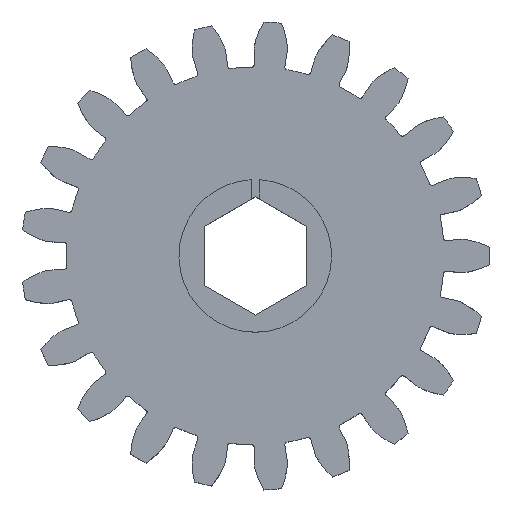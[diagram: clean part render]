
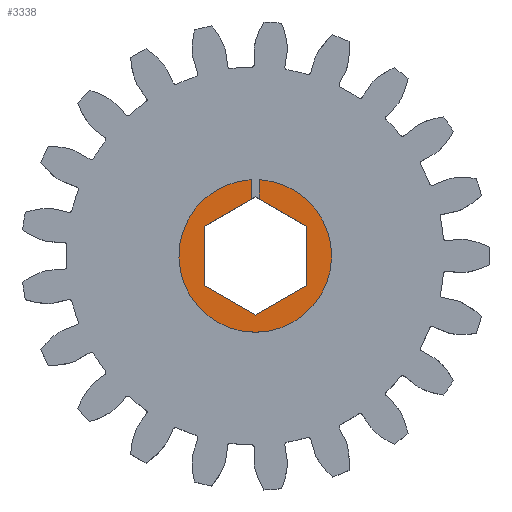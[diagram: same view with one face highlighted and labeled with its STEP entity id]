
A CAD part, top view. The second image highlights one B-rep face of the part: STEP entity #3338.
In plain terms, the highlighted planar face has unit normal (0, 0, 1).
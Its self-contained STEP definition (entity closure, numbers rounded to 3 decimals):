
#148=CIRCLE('',#3533,9.525);
#405=FACE_OUTER_BOUND('',#585,.T.);
#585=EDGE_LOOP('',(#2226,#2227,#2228,#2229,#2230,#2231,#2232,#2233,#2234));
#766=LINE('',#4750,#1046);
#770=LINE('',#4762,#1050);
#772=LINE('',#4766,#1052);
#773=LINE('',#4768,#1053);
#774=LINE('',#4770,#1054);
#775=LINE('',#4772,#1055);
#776=LINE('',#4774,#1056);
#777=LINE('',#4775,#1057);
#1046=VECTOR('',#3847,10.);
#1050=VECTOR('',#3859,10.);
#1052=VECTOR('',#3863,10.);
#1053=VECTOR('',#3864,10.);
#1054=VECTOR('',#3865,10.);
#1055=VECTOR('',#3866,10.);
#1056=VECTOR('',#3867,10.);
#1057=VECTOR('',#3868,10.);
#1326=VERTEX_POINT('',#4747);
#1327=VERTEX_POINT('',#4749);
#1329=VERTEX_POINT('',#4755);
#1331=VERTEX_POINT('',#4761);
#1332=VERTEX_POINT('',#4765);
#1333=VERTEX_POINT('',#4767);
#1334=VERTEX_POINT('',#4769);
#1335=VERTEX_POINT('',#4771);
#1336=VERTEX_POINT('',#4773);
#1682=EDGE_CURVE('',#1327,#1326,#766,.T.);
#1685=EDGE_CURVE('',#1329,#1327,#148,.T.);
#1688=EDGE_CURVE('',#1331,#1329,#770,.T.);
#1690=EDGE_CURVE('',#1326,#1332,#772,.T.);
#1691=EDGE_CURVE('',#1332,#1333,#773,.T.);
#1692=EDGE_CURVE('',#1333,#1334,#774,.T.);
#1693=EDGE_CURVE('',#1334,#1335,#775,.T.);
#1694=EDGE_CURVE('',#1335,#1336,#776,.T.);
#1695=EDGE_CURVE('',#1336,#1331,#777,.T.);
#2226=ORIENTED_EDGE('',*,*,#1690,.T.);
#2227=ORIENTED_EDGE('',*,*,#1691,.T.);
#2228=ORIENTED_EDGE('',*,*,#1692,.T.);
#2229=ORIENTED_EDGE('',*,*,#1693,.T.);
#2230=ORIENTED_EDGE('',*,*,#1694,.T.);
#2231=ORIENTED_EDGE('',*,*,#1695,.T.);
#2232=ORIENTED_EDGE('',*,*,#1688,.T.);
#2233=ORIENTED_EDGE('',*,*,#1685,.T.);
#2234=ORIENTED_EDGE('',*,*,#1682,.T.);
#3284=PLANE('',#3535);
#3338=ADVANCED_FACE('',(#405),#3284,.T.);
#3533=AXIS2_PLACEMENT_3D('',#4756,#3853,#3854);
#3535=AXIS2_PLACEMENT_3D('',#4764,#3861,#3862);
#3847=DIRECTION('',(0.,-1.,0.));
#3853=DIRECTION('center_axis',(0.,0.,1.));
#3854=DIRECTION('ref_axis',(-0.053,0.999,0.));
#3859=DIRECTION('',(0.,1.,0.));
#3861=DIRECTION('center_axis',(0.,0.,1.));
#3862=DIRECTION('ref_axis',(-1.,0.,0.));
#3863=DIRECTION('',(0.866,-0.5,0.));
#3864=DIRECTION('',(0.,-1.,0.));
#3865=DIRECTION('',(-0.866,-0.5,0.));
#3866=DIRECTION('',(-0.866,0.5,0.));
#3867=DIRECTION('',(0.,1.,0.));
#3868=DIRECTION('',(0.866,0.5,0.));
#4747=CARTESIAN_POINT('',(0.508,7.085,11.079));
#4749=CARTESIAN_POINT('',(0.508,9.511,11.079));
#4750=CARTESIAN_POINT('',(0.508,7.085,11.079));
#4755=CARTESIAN_POINT('',(-0.508,9.511,11.079));
#4756=CARTESIAN_POINT('Origin',(0.,0.,11.079));
#4761=CARTESIAN_POINT('',(-0.508,7.085,11.079));
#4762=CARTESIAN_POINT('',(-0.508,7.085,11.079));
#4764=CARTESIAN_POINT('Origin',(0.,-0.007,11.079));
#4765=CARTESIAN_POINT('',(6.39,3.689,11.079));
#4766=CARTESIAN_POINT('',(0.,7.379,11.079));
#4767=CARTESIAN_POINT('',(6.39,-3.689,11.079));
#4768=CARTESIAN_POINT('',(6.39,3.689,11.079));
#4769=CARTESIAN_POINT('',(0.,-7.379,11.079));
#4770=CARTESIAN_POINT('',(6.39,-3.689,11.079));
#4771=CARTESIAN_POINT('',(-6.39,-3.689,11.079));
#4772=CARTESIAN_POINT('',(0.,-7.379,11.079));
#4773=CARTESIAN_POINT('',(-6.39,3.689,11.079));
#4774=CARTESIAN_POINT('',(-6.39,-3.689,11.079));
#4775=CARTESIAN_POINT('',(-6.39,3.689,11.079));
